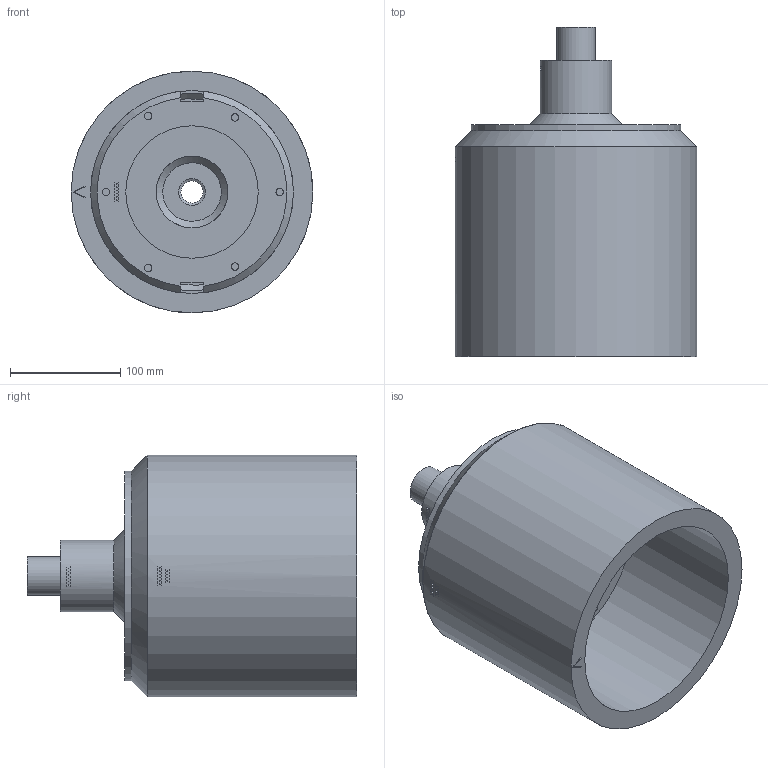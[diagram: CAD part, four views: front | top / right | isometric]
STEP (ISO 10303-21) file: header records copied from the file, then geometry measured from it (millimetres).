
FILE_DESCRIPTION (( 'STEP AP214' ), '1' );
FILE_NAME ('ETNSTCLF Combo tank STEP.STEP', '2020-03-25T09:18:36', ( '' ), ( '' ), 'SwSTEP 2.0', 'SolidWorks 2020', '' );
FILE_SCHEMA (( 'AUTOMOTIVE_DESIGN' ));
Length unit declared in the file: millimetre
Products named in the file (10): bead1_ST_2013-04-08; bead3_ST_2013-04-08; bead4_ST_2013-04-08; TC-2002-05_Plate_Default<As Machined>; TC-2002-05_Bolt; bead2_ST_2013-04-08; bead5_ST_2013-04-08; ETNSTCLF Combo tank STEP; TC-2002-05_Tube; TC-2002-05_Ring
Assembly tree (9 placements, depth 2):
  ETNSTCLF Combo tank STEP
    TC-2002-05_Tube
    TC-2002-05_Bolt
    TC-2002-05_Plate_Default<As Machined>
    bead1_ST_2013-04-08
    TC-2002-05_Ring
    bead3_ST_2013-04-08
    bead2_ST_2013-04-08
    bead4_ST_2013-04-08
    bead5_ST_2013-04-08
Bounding box: 219.1 x 298.5 x 219.1 mm (x, y, z)
Volume: 3154880.6 mm3; surface area: 460917.9 mm2
Topology: 10 solids, 10 shells, 430 faces, 1146 edges, 763 vertices
Faces by surface type: plane 397, cylinder 24, cone 6, bspline 3
Full cylindrical faces by diameter (mm): 6.8 x6, 20 x1, 24.333 x1, 35 x1, 65 x4, 120 x1, 179.1 x2, 184 x1, 190 x2, 219.1 x1
Entity records: 15826 total; most frequent: CARTESIAN_POINT 3892, ORIENTED_EDGE 2236, DIRECTION 1968, EDGE_CURVE 1118, LINE 862, VECTOR 862, VERTEX_POINT 760, AXIS2_PLACEMENT_3D 553
